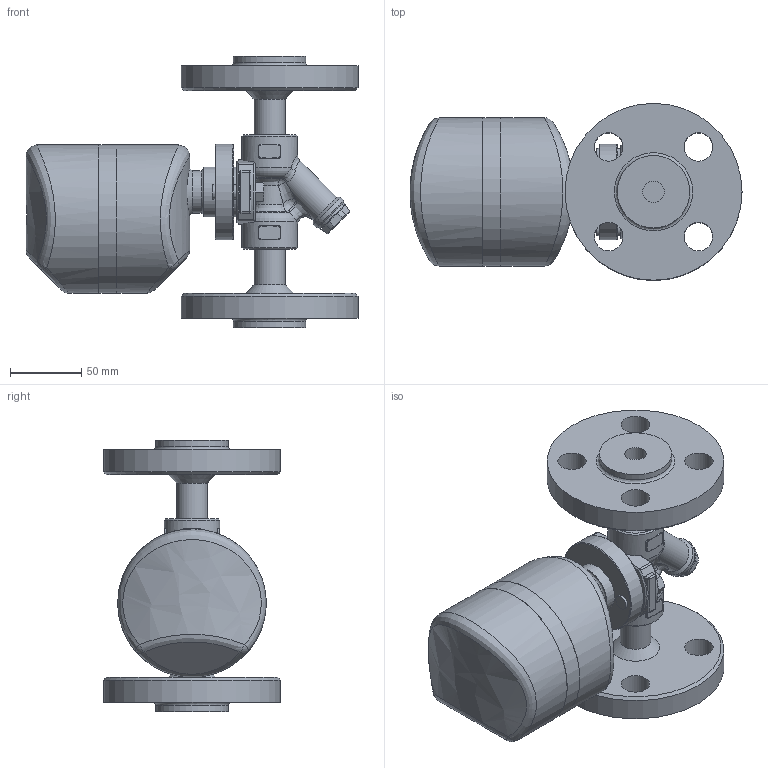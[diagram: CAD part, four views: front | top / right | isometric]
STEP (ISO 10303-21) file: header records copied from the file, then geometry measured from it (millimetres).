
FILE_DESCRIPTION((''),'2;1');
FILE_NAME('fs500-025-a0600-00.stp','2010-05-21T14:50:28',('nakaot'),(''),'Autodesk Inventor 2008','Autodesk Inventor 2008','');
FILE_SCHEMA(('AUTOMOTIVE_DESIGN { 1 0 10303 214 1 1 1 1 }'));
Length unit declared in the file: millimetre
Products named in the file (1): fs500-025-a0600-00
Bounding box: 232.68 x 124 x 190 mm (x, y, z)
Volume: 1489966.2 mm3; surface area: 172938.6 mm2
Topology: 1 solids, 4 shells, 366 faces, 859 edges, 511 vertices
Faces by surface type: cylinder 109, bspline 104, plane 92, cone 33, torus 20, sphere 8
Full cylindrical faces by diameter (mm): 10 x2, 10.5 x1, 15 x1, 17 x1, 20 x4, 21.7 x1, 23 x1, 25 x1, 27 x1, 30 x1, 33 x1, 35 x3, 39 x2, 50.8 x1, 60 x2, 67 x1, 104 x2, 124 x1
Entity records: 16308 total; most frequent: CARTESIAN_POINT 8780, ORIENTED_EDGE 1536, DIRECTION 1466, EDGE_CURVE 768, AXIS2_PLACEMENT_3D 613, VERTEX_POINT 495, EDGE_LOOP 473, FACE_OUTER_BOUND 366
